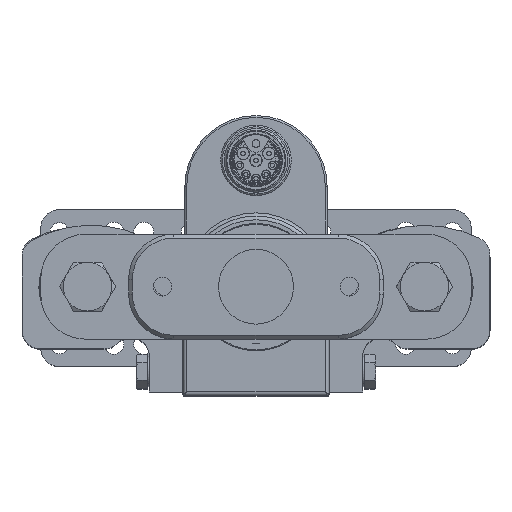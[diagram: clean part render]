
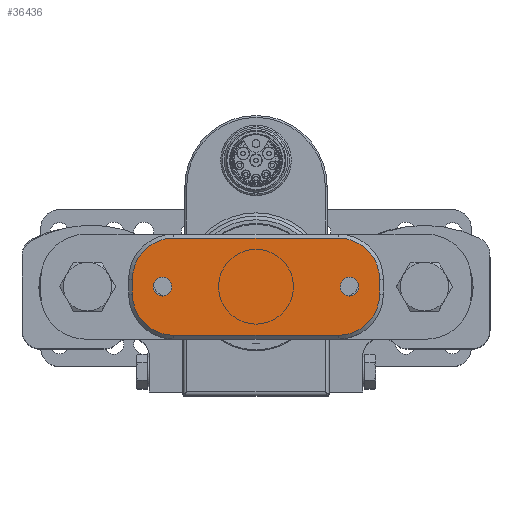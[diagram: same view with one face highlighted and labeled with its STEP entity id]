
A CAD part, top view. The second image highlights one B-rep face of the part: STEP entity #36436.
In plain terms, the highlighted planar face has unit normal (0, 0, 1).
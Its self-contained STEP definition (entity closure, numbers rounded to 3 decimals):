
#694 = DIRECTION ( 'NONE',  ( -1., 0., 0. ) ) ;
#1188 = ORIENTED_EDGE ( 'NONE', *, *, #17706, .T. ) ;
#1425 = VERTEX_POINT ( 'NONE', #26447 ) ;
#1536 = ORIENTED_EDGE ( 'NONE', *, *, #3243, .T. ) ;
#2353 = CARTESIAN_POINT ( 'NONE',  ( 33., -2., 10. ) ) ;
#2463 = VERTEX_POINT ( 'NONE', #9421 ) ;
#3243 = EDGE_CURVE ( 'NONE', #9842, #4549, #11366, .T. ) ;
#3290 = CIRCLE ( 'NONE', #10482, 11. ) ;
#3943 = DIRECTION ( 'NONE',  ( 1., 0., 0. ) ) ;
#4549 = VERTEX_POINT ( 'NONE', #6170 ) ;
#4575 = VERTEX_POINT ( 'NONE', #22680 ) ;
#4728 = CARTESIAN_POINT ( 'NONE',  ( -33., -2., 10. ) ) ;
#4816 = CIRCLE ( 'NONE', #34179, 2.5 ) ;
#4955 = ORIENTED_EDGE ( 'NONE', *, *, #23839, .T. ) ;
#5090 = FACE_BOUND ( 'NONE', #5396, .T. ) ;
#5124 = CARTESIAN_POINT ( 'NONE',  ( -27.5, 0., 10. ) ) ;
#5396 = EDGE_LOOP ( 'NONE', ( #13040 ) ) ;
#5736 = DIRECTION ( 'NONE',  ( -1., 0., 0. ) ) ;
#5828 = VECTOR ( 'NONE', #3943, 1000. ) ;
#6170 = CARTESIAN_POINT ( 'NONE',  ( 33., 2., 10. ) ) ;
#6743 = CIRCLE ( 'NONE', #15717, 11. ) ;
#7137 = LINE ( 'NONE', #32471, #5828 ) ;
#7359 = FACE_OUTER_BOUND ( 'NONE', #33477, .T. ) ;
#7601 = DIRECTION ( 'NONE',  ( 1., 0., 0. ) ) ;
#8230 = EDGE_CURVE ( 'NONE', #4575, #9842, #18598, .T. ) ;
#8359 = CARTESIAN_POINT ( 'NONE',  ( -22., 13., 10. ) ) ;
#8684 = EDGE_CURVE ( 'NONE', #30649, #30649, #31777, .T. ) ;
#9207 = CARTESIAN_POINT ( 'NONE',  ( 22.5, 0., 10. ) ) ;
#9421 = CARTESIAN_POINT ( 'NONE',  ( -22., -13., 10. ) ) ;
#9444 = VERTEX_POINT ( 'NONE', #22275 ) ;
#9632 = VERTEX_POINT ( 'NONE', #27688 ) ;
#9842 = VERTEX_POINT ( 'NONE', #2353 ) ;
#10482 = AXIS2_PLACEMENT_3D ( 'NONE', #10978, #24690, #7601 ) ;
#10866 = DIRECTION ( 'NONE',  ( -1., 0., 0. ) ) ;
#10931 = ORIENTED_EDGE ( 'NONE', *, *, #11409, .T. ) ;
#10978 = CARTESIAN_POINT ( 'NONE',  ( 22., 2., 10. ) ) ;
#11323 = AXIS2_PLACEMENT_3D ( 'NONE', #27600, #15971, #30239 ) ;
#11366 = LINE ( 'NONE', #17920, #29145 ) ;
#11409 = EDGE_CURVE ( 'NONE', #34108, #2463, #6743, .T. ) ;
#11591 = CARTESIAN_POINT ( 'NONE',  ( -22., -2., 10. ) ) ;
#12138 = CARTESIAN_POINT ( 'NONE',  ( -25., 0., 10. ) ) ;
#13040 = ORIENTED_EDGE ( 'NONE', *, *, #34391, .T. ) ;
#13411 = EDGE_CURVE ( 'NONE', #9444, #34108, #19824, .T. ) ;
#14211 = DIRECTION ( 'NONE',  ( 0., 0., 1. ) ) ;
#15117 = DIRECTION ( 'NONE',  ( 0., 0., -1. ) ) ;
#15227 = EDGE_CURVE ( 'NONE', #2463, #4575, #7137, .T. ) ;
#15584 = AXIS2_PLACEMENT_3D ( 'NONE', #12138, #15117, #694 ) ;
#15717 = AXIS2_PLACEMENT_3D ( 'NONE', #11591, #14211, #26044 ) ;
#15971 = DIRECTION ( 'NONE',  ( 0., 0., 1. ) ) ;
#17377 = CARTESIAN_POINT ( 'NONE',  ( -33., -2., 10. ) ) ;
#17706 = EDGE_CURVE ( 'NONE', #1425, #9444, #28078, .T. ) ;
#17920 = CARTESIAN_POINT ( 'NONE',  ( 33., 2., 10. ) ) ;
#18598 = CIRCLE ( 'NONE', #19798, 11. ) ;
#18813 = VECTOR ( 'NONE', #29177, 1000. ) ;
#18828 = EDGE_LOOP ( 'NONE', ( #35585 ) ) ;
#18994 = PLANE ( 'NONE',  #36685 ) ;
#19361 = FACE_BOUND ( 'NONE', #18828, .T. ) ;
#19491 = CARTESIAN_POINT ( 'NONE',  ( 25., 0., 10. ) ) ;
#19673 = ORIENTED_EDGE ( 'NONE', *, *, #26851, .T. ) ;
#19798 = AXIS2_PLACEMENT_3D ( 'NONE', #35318, #27224, #24788 ) ;
#19824 = LINE ( 'NONE', #17377, #18813 ) ;
#20605 = VECTOR ( 'NONE', #5736, 1000. ) ;
#21745 = DIRECTION ( 'NONE',  ( 0., 0., -1. ) ) ;
#21797 = DIRECTION ( 'NONE',  ( 1., 0., 0. ) ) ;
#21969 = CARTESIAN_POINT ( 'NONE',  ( 0., 0., 10. ) ) ;
#22275 = CARTESIAN_POINT ( 'NONE',  ( -33., 2., 10. ) ) ;
#22680 = CARTESIAN_POINT ( 'NONE',  ( 22., -13., 10. ) ) ;
#23839 = EDGE_CURVE ( 'NONE', #9632, #1425, #31068, .T. ) ;
#24690 = DIRECTION ( 'NONE',  ( 0., 0., 1. ) ) ;
#24788 = DIRECTION ( 'NONE',  ( 1., 0., 0. ) ) ;
#26012 = DIRECTION ( 'NONE',  ( 0., 1., 0. ) ) ;
#26044 = DIRECTION ( 'NONE',  ( 1., 0., 0. ) ) ;
#26447 = CARTESIAN_POINT ( 'NONE',  ( -22., 13., 10. ) ) ;
#26851 = EDGE_CURVE ( 'NONE', #4549, #9632, #3290, .T. ) ;
#27224 = DIRECTION ( 'NONE',  ( 0., 0., 1. ) ) ;
#27600 = CARTESIAN_POINT ( 'NONE',  ( -22., 2., 10. ) ) ;
#27688 = CARTESIAN_POINT ( 'NONE',  ( 22., 13., 10. ) ) ;
#27842 = ORIENTED_EDGE ( 'NONE', *, *, #13411, .T. ) ;
#28078 = CIRCLE ( 'NONE', #11323, 11. ) ;
#29145 = VECTOR ( 'NONE', #26012, 1000. ) ;
#29177 = DIRECTION ( 'NONE',  ( 0., -1., 0. ) ) ;
#30239 = DIRECTION ( 'NONE',  ( 1., 0., 0. ) ) ;
#30649 = VERTEX_POINT ( 'NONE', #5124 ) ;
#31068 = LINE ( 'NONE', #8359, #20605 ) ;
#31777 = CIRCLE ( 'NONE', #15584, 2.5 ) ;
#31961 = ORIENTED_EDGE ( 'NONE', *, *, #15227, .T. ) ;
#32471 = CARTESIAN_POINT ( 'NONE',  ( 22., -13., 10. ) ) ;
#32647 = VERTEX_POINT ( 'NONE', #9207 ) ;
#33477 = EDGE_LOOP ( 'NONE', ( #27842, #10931, #31961, #35150, #1536, #19673, #4955, #1188 ) ) ;
#34108 = VERTEX_POINT ( 'NONE', #4728 ) ;
#34179 = AXIS2_PLACEMENT_3D ( 'NONE', #19491, #21745, #10866 ) ;
#34391 = EDGE_CURVE ( 'NONE', #32647, #32647, #4816, .T. ) ;
#35150 = ORIENTED_EDGE ( 'NONE', *, *, #8230, .T. ) ;
#35318 = CARTESIAN_POINT ( 'NONE',  ( 22., -2., 10. ) ) ;
#35585 = ORIENTED_EDGE ( 'NONE', *, *, #8684, .T. ) ;
#35718 = DIRECTION ( 'NONE',  ( 0., 0., 1. ) ) ;
#36436 = ADVANCED_FACE ( 'NONE', ( #5090, #19361, #7359 ), #18994, .T. ) ;
#36685 = AXIS2_PLACEMENT_3D ( 'NONE', #21969, #35718, #21797 ) ;
